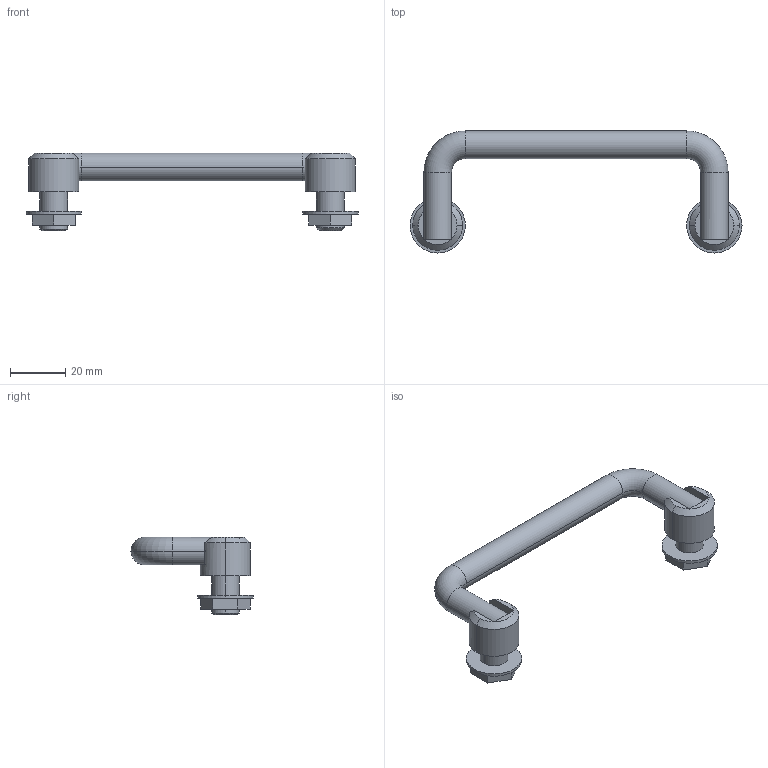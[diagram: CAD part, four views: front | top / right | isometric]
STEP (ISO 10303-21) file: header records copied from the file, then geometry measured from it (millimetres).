
FILE_DESCRIPTION( ( '' ), '1' );
FILE_NAME( 'nirosta_klappgriff_gn_425_2_100_ni______________7_0.stp', '2011-07-07T12:35:44', ( '' ), ( '' ), ' ', ' ', ' ' );
FILE_SCHEMA( ( 'CONFIG_CONTROL_DESIGN' ) );
Length unit declared in the file: millimetre
Products named in the file (1): 1
Bounding box: 120 x 44.1 x 27.99 mm (x, y, z)
Volume: 20450 mm3; surface area: 9813.6 mm2
Topology: 1 solids, 1 shells, 95 faces, 230 edges, 148 vertices
Faces by surface type: plane 55, cylinder 26, cone 10, torus 4
Entity records: 2850 total; most frequent: CARTESIAN_POINT 552, DIRECTION 488, ORIENTED_EDGE 460, EDGE_CURVE 230, AXIS2_PLACEMENT_3D 184, VERTEX_POINT 148, LINE 120, VECTOR 120
